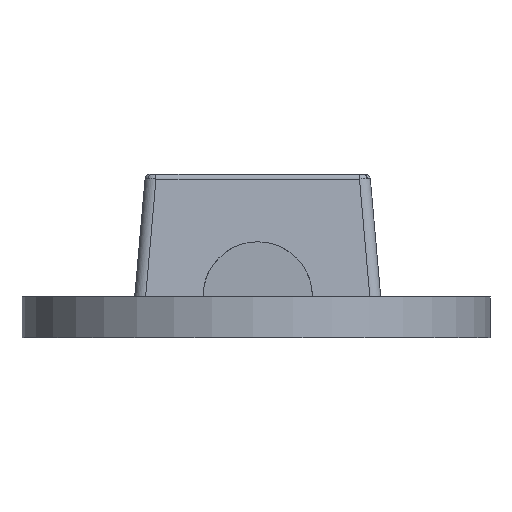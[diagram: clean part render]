
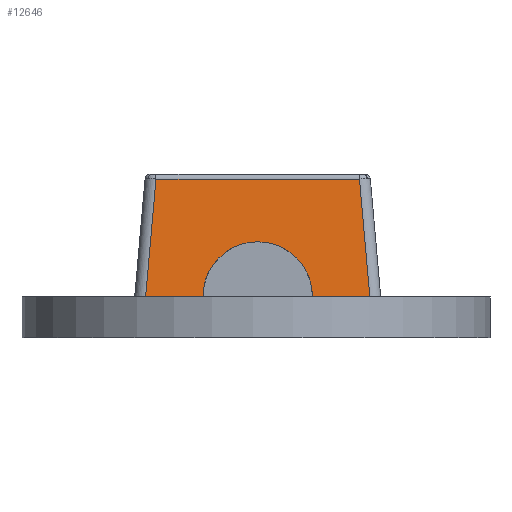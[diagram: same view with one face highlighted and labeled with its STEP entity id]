
A CAD part, front view. The second image highlights one B-rep face of the part: STEP entity #12646.
In plain terms, the highlighted planar face has unit normal (0, -0.996, 0.087).
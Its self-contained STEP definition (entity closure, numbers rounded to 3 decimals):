
#12294=CARTESIAN_POINT('POINT250',(15.,-28.233,
   50.201));
#12295=VERTEX_POINT('VERTEX250',#12294);
#12303=CARTESIAN_POINT('POINT251',(35.,-30.,
   30.));
#12304=VERTEX_POINT('VERTEX251',#12303);
#12311=CARTESIAN_POINT('POS348',(15.,-29.982,
   30.2));
#12312=DIRECTION('DIR507',(0.,0.996,
   -0.087));
#12313=DIRECTION('DIR508',(0.,0.087,
   0.996));
#12314=AXIS2_PLACEMENT_3D('AXIS160',#12311,#12312,#12313);
#12315=ELLIPSE('ELLIPSE69',#12314,20.077,
   20.001);
#12316=EDGE_CURVE('EDGE375',#12295,#12304,#12315,.T.);
#12328=CARTESIAN_POINT('POINT252',(-5.,-30.,
   30.));
#12329=VERTEX_POINT('VERTEX252',#12328);
#12330=CARTESIAN_POINT('POS350',(15.,-29.982,
   30.2));
#12331=DIRECTION('DIR511',(0.,-0.996,
   0.087));
#12332=DIRECTION('DIR512',(0.,0.087,
   0.996));
#12333=AXIS2_PLACEMENT_3D('AXIS162',#12330,#12331,#12332);
#12334=ELLIPSE('ELLIPSE70',#12333,20.077,
   20.001);
#12335=EDGE_CURVE('EDGE376',#12295,#12329,#12334,.T.);
#12415=CARTESIAN_POINT('POINT253',(-26.015,-30.,
   30.));
#12416=VERTEX_POINT('VERTEX253',#12415);
#12417=CARTESIAN_POINT('POS352',(14.688,-30.,30.));
#12418=DIRECTION('DIR514',(-1.,0.,0.));
#12419=VECTOR('VEC190',#12418,1.);
#12420=LINE('STRAIGHT190',#12417,#12419);
#12421=EDGE_CURVE('EDGE378',#12416,#12329,#12420,.F.);
#12474=CARTESIAN_POINT('POINT260',(56.015,-30.,
   30.));
#12475=VERTEX_POINT('VERTEX260',#12474);
#12483=CARTESIAN_POINT('POS360',(14.688,-30.,30.));
#12484=DIRECTION('DIR526',(-1.,0.,0.));
#12485=VECTOR('VEC194',#12484,1.);
#12486=LINE('STRAIGHT194',#12483,#12485);
#12487=EDGE_CURVE('EDGE386',#12304,#12475,#12486,.F.);
#12591=CARTESIAN_POINT('POINT263',(52.238,
   -26.223,73.174));
#12592=VERTEX_POINT('VERTEX263',#12591);
#12605=CARTESIAN_POINT('POS363',(52.996,
   -26.981,64.511));
#12606=DIRECTION('DIR530',(-0.087,0.087,
   0.992));
#12607=VECTOR('VEC196',#12606,1.);
#12608=LINE('STRAIGHT196',#12605,#12607);
#12609=EDGE_CURVE('EDGE390',#12475,#12592,#12608,.T.);
#12620=ORIENTED_EDGE('COEDGE767',*,*,#12609,.T.);
#12621=CARTESIAN_POINT('POINT264',(-22.238,
   -26.223,73.174));
#12622=VERTEX_POINT('VERTEX264',#12621);
#12623=CARTESIAN_POINT('POS365',(-7.343,
   -26.223,73.174));
#12624=DIRECTION('DIR533',(-1.,0.,0.));
#12625=VECTOR('VEC197',#12624,1.);
#12626=LINE('STRAIGHT197',#12623,#12625);
#12627=EDGE_CURVE('EDGE391',#12622,#12592,#12626,.F.);
#12628=ORIENTED_EDGE('COEDGE768',*,*,#12627,.F.);
#12629=CARTESIAN_POINT('POS366',(-22.996,
   -26.981,64.511));
#12630=DIRECTION('DIR534',(0.087,0.087,
   0.992));
#12631=VECTOR('VEC198',#12630,1.);
#12632=LINE('STRAIGHT198',#12629,#12631);
#12633=EDGE_CURVE('EDGE392',#12622,#12416,#12632,.F.);
#12634=ORIENTED_EDGE('COEDGE769',*,*,#12633,.T.);
#12635=ORIENTED_EDGE('COEDGE770',*,*,#12421,.T.);
#12636=ORIENTED_EDGE('COEDGE771',*,*,#12335,.F.);
#12637=ORIENTED_EDGE('COEDGE772',*,*,#12316,.T.);
#12638=ORIENTED_EDGE('COEDGE773',*,*,#12487,.T.);
#12639=EDGE_LOOP('NONE',(#12620,#12628,#12634,#12635,#12636,#12637,
   #12638));
#12640=FACE_BOUND('LOOP1',#12639,.T.);
#12641=CARTESIAN_POINT('POS367',(15.,-28.111,
   51.587));
#12642=DIRECTION('DIR535',(0.,-0.996,
   0.087));
#12643=DIRECTION('DIR536',(1.,0.,
   0.));
#12644=AXIS2_PLACEMENT_3D('AXIS169',#12641,#12642,#12643);
#12645=PLANE('PLANE75',#12644);
#12646=ADVANCED_FACE('FACE148',(#12640),#12645,.T.);
